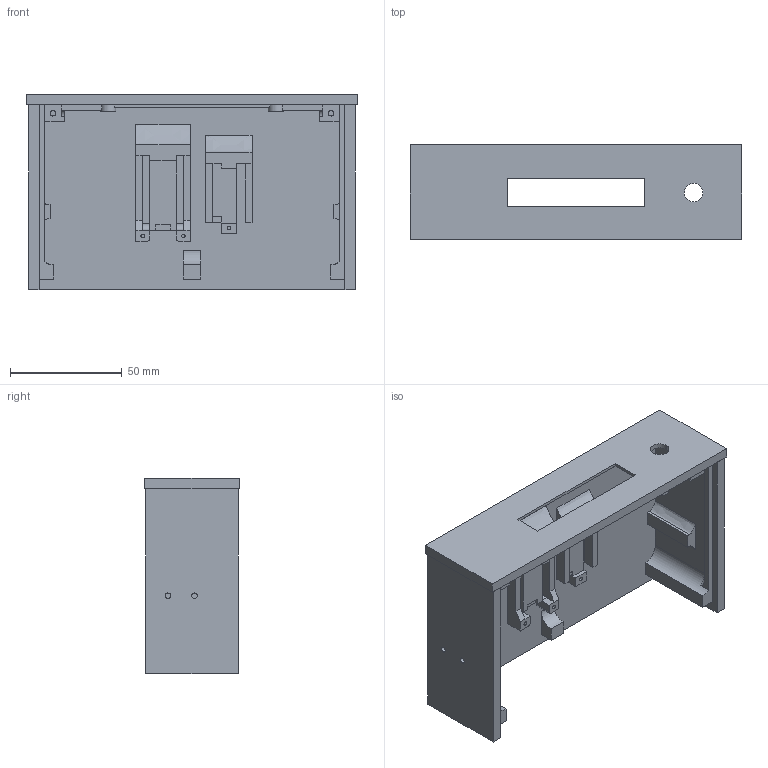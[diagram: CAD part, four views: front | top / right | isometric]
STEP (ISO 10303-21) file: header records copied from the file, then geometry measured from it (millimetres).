
FILE_DESCRIPTION (( 'STEP AP214' ), '1' );
FILE_NAME ('Enclosure_main.STEP', '2021-12-23T19:34:20', ( '' ), ( '' ), 'SwSTEP 2.0', 'SolidWorks 2020', '' );
FILE_SCHEMA (( 'AUTOMOTIVE_DESIGN' ));
Length unit declared in the file: inch
Products named in the file (1): Enclosure_main
Bounding box: 147.98 x 42.27 x 87.12 mm (x, y, z)
Volume: 98171.5 mm3; surface area: 57135.2 mm2
Topology: 1 solids, 1 shells, 232 faces, 614 edges, 406 vertices
Faces by surface type: plane 151, cylinder 69, bspline 8, torus 4
Entity records: 7950 total; most frequent: CARTESIAN_POINT 2087, ORIENTED_EDGE 1228, DIRECTION 1178, EDGE_CURVE 614, VECTOR 420, LINE 420, VERTEX_POINT 406, AXIS2_PLACEMENT_3D 379
